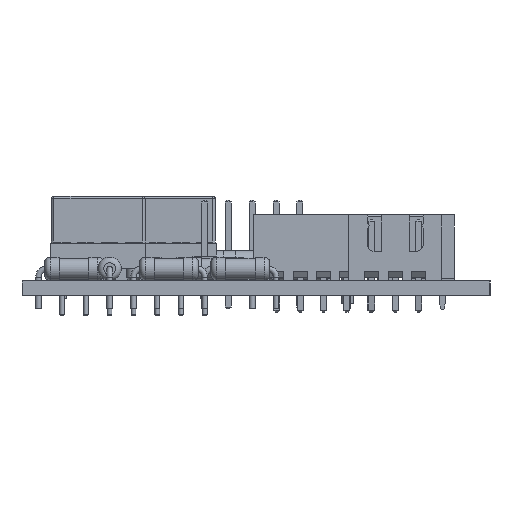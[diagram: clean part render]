
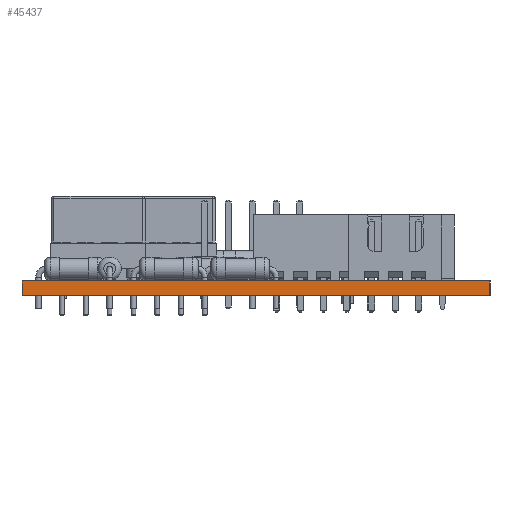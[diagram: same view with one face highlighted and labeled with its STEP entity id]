
A CAD part, left-side view. The second image highlights one B-rep face of the part: STEP entity #45437.
In plain terms, the highlighted planar face has unit normal (-1, 0, 0).
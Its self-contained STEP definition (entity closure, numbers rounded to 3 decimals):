
#45256 = PLANE('',#45257);
#45257 = AXIS2_PLACEMENT_3D('',#45258,#45259,#45260);
#45258 = CARTESIAN_POINT('',(120.,-50.,0.));
#45259 = DIRECTION('',(0.,-1.,0.));
#45260 = DIRECTION('',(-1.,0.,0.));
#45281 = VERTEX_POINT('',#45282);
#45282 = CARTESIAN_POINT('',(0.,-50.,1.6));
#45296 = PLANE('',#45297);
#45297 = AXIS2_PLACEMENT_3D('',#45298,#45299,#45300);
#45298 = CARTESIAN_POINT('',(60.,-25.,1.6));
#45299 = DIRECTION('',(-0.,-0.,-1.));
#45300 = DIRECTION('',(-1.,0.,0.));
#45308 = EDGE_CURVE('',#45309,#45281,#45311,.T.);
#45309 = VERTEX_POINT('',#45310);
#45310 = CARTESIAN_POINT('',(0.,-50.,0.));
#45311 = SURFACE_CURVE('',#45312,(#45316,#45323),.PCURVE_S1.);
#45312 = LINE('',#45313,#45314);
#45313 = CARTESIAN_POINT('',(0.,-50.,0.));
#45314 = VECTOR('',#45315,1.);
#45315 = DIRECTION('',(0.,0.,1.));
#45316 = PCURVE('',#45256,#45317);
#45317 = DEFINITIONAL_REPRESENTATION('',(#45318),#45322);
#45318 = LINE('',#45319,#45320);
#45319 = CARTESIAN_POINT('',(120.,0.));
#45320 = VECTOR('',#45321,1.);
#45321 = DIRECTION('',(0.,-1.));
#45322 = ( GEOMETRIC_REPRESENTATION_CONTEXT(2) 
PARAMETRIC_REPRESENTATION_CONTEXT() REPRESENTATION_CONTEXT('2D SPACE',''
  ) );
#45323 = PCURVE('',#45324,#45329);
#45324 = PLANE('',#45325);
#45325 = AXIS2_PLACEMENT_3D('',#45326,#45327,#45328);
#45326 = CARTESIAN_POINT('',(0.,-50.,0.));
#45327 = DIRECTION('',(-1.,0.,0.));
#45328 = DIRECTION('',(0.,1.,0.));
#45329 = DEFINITIONAL_REPRESENTATION('',(#45330),#45334);
#45330 = LINE('',#45331,#45332);
#45331 = CARTESIAN_POINT('',(0.,0.));
#45332 = VECTOR('',#45333,1.);
#45333 = DIRECTION('',(0.,-1.));
#45334 = ( GEOMETRIC_REPRESENTATION_CONTEXT(2) 
PARAMETRIC_REPRESENTATION_CONTEXT() REPRESENTATION_CONTEXT('2D SPACE',''
  ) );
#45350 = PLANE('',#45351);
#45351 = AXIS2_PLACEMENT_3D('',#45352,#45353,#45354);
#45352 = CARTESIAN_POINT('',(60.,-25.,0.));
#45353 = DIRECTION('',(-0.,-0.,-1.));
#45354 = DIRECTION('',(-1.,0.,0.));
#45383 = PLANE('',#45384);
#45384 = AXIS2_PLACEMENT_3D('',#45385,#45386,#45387);
#45385 = CARTESIAN_POINT('',(0.,0.,0.));
#45386 = DIRECTION('',(0.,1.,0.));
#45387 = DIRECTION('',(1.,0.,0.));
#45437 = ADVANCED_FACE('',(#45438),#45324,.T.);
#45438 = FACE_BOUND('',#45439,.T.);
#45439 = EDGE_LOOP('',(#45440,#45441,#45464,#45487));
#45440 = ORIENTED_EDGE('',*,*,#45308,.T.);
#45441 = ORIENTED_EDGE('',*,*,#45442,.T.);
#45442 = EDGE_CURVE('',#45281,#45443,#45445,.T.);
#45443 = VERTEX_POINT('',#45444);
#45444 = CARTESIAN_POINT('',(0.,0.,1.6));
#45445 = SURFACE_CURVE('',#45446,(#45450,#45457),.PCURVE_S1.);
#45446 = LINE('',#45447,#45448);
#45447 = CARTESIAN_POINT('',(0.,-50.,1.6));
#45448 = VECTOR('',#45449,1.);
#45449 = DIRECTION('',(0.,1.,0.));
#45450 = PCURVE('',#45324,#45451);
#45451 = DEFINITIONAL_REPRESENTATION('',(#45452),#45456);
#45452 = LINE('',#45453,#45454);
#45453 = CARTESIAN_POINT('',(0.,-1.6));
#45454 = VECTOR('',#45455,1.);
#45455 = DIRECTION('',(1.,0.));
#45456 = ( GEOMETRIC_REPRESENTATION_CONTEXT(2) 
PARAMETRIC_REPRESENTATION_CONTEXT() REPRESENTATION_CONTEXT('2D SPACE',''
  ) );
#45457 = PCURVE('',#45296,#45458);
#45458 = DEFINITIONAL_REPRESENTATION('',(#45459),#45463);
#45459 = LINE('',#45460,#45461);
#45460 = CARTESIAN_POINT('',(60.,-25.));
#45461 = VECTOR('',#45462,1.);
#45462 = DIRECTION('',(0.,1.));
#45463 = ( GEOMETRIC_REPRESENTATION_CONTEXT(2) 
PARAMETRIC_REPRESENTATION_CONTEXT() REPRESENTATION_CONTEXT('2D SPACE',''
  ) );
#45464 = ORIENTED_EDGE('',*,*,#45465,.F.);
#45465 = EDGE_CURVE('',#45466,#45443,#45468,.T.);
#45466 = VERTEX_POINT('',#45467);
#45467 = CARTESIAN_POINT('',(0.,-0.,0.));
#45468 = SURFACE_CURVE('',#45469,(#45473,#45480),.PCURVE_S1.);
#45469 = LINE('',#45470,#45471);
#45470 = CARTESIAN_POINT('',(0.,-0.,0.));
#45471 = VECTOR('',#45472,1.);
#45472 = DIRECTION('',(0.,0.,1.));
#45473 = PCURVE('',#45324,#45474);
#45474 = DEFINITIONAL_REPRESENTATION('',(#45475),#45479);
#45475 = LINE('',#45476,#45477);
#45476 = CARTESIAN_POINT('',(50.,0.));
#45477 = VECTOR('',#45478,1.);
#45478 = DIRECTION('',(0.,-1.));
#45479 = ( GEOMETRIC_REPRESENTATION_CONTEXT(2) 
PARAMETRIC_REPRESENTATION_CONTEXT() REPRESENTATION_CONTEXT('2D SPACE',''
  ) );
#45480 = PCURVE('',#45383,#45481);
#45481 = DEFINITIONAL_REPRESENTATION('',(#45482),#45486);
#45482 = LINE('',#45483,#45484);
#45483 = CARTESIAN_POINT('',(0.,0.));
#45484 = VECTOR('',#45485,1.);
#45485 = DIRECTION('',(0.,-1.));
#45486 = ( GEOMETRIC_REPRESENTATION_CONTEXT(2) 
PARAMETRIC_REPRESENTATION_CONTEXT() REPRESENTATION_CONTEXT('2D SPACE',''
  ) );
#45487 = ORIENTED_EDGE('',*,*,#45488,.F.);
#45488 = EDGE_CURVE('',#45309,#45466,#45489,.T.);
#45489 = SURFACE_CURVE('',#45490,(#45494,#45501),.PCURVE_S1.);
#45490 = LINE('',#45491,#45492);
#45491 = CARTESIAN_POINT('',(0.,-50.,0.));
#45492 = VECTOR('',#45493,1.);
#45493 = DIRECTION('',(0.,1.,0.));
#45494 = PCURVE('',#45324,#45495);
#45495 = DEFINITIONAL_REPRESENTATION('',(#45496),#45500);
#45496 = LINE('',#45497,#45498);
#45497 = CARTESIAN_POINT('',(0.,0.));
#45498 = VECTOR('',#45499,1.);
#45499 = DIRECTION('',(1.,0.));
#45500 = ( GEOMETRIC_REPRESENTATION_CONTEXT(2) 
PARAMETRIC_REPRESENTATION_CONTEXT() REPRESENTATION_CONTEXT('2D SPACE',''
  ) );
#45501 = PCURVE('',#45350,#45502);
#45502 = DEFINITIONAL_REPRESENTATION('',(#45503),#45507);
#45503 = LINE('',#45504,#45505);
#45504 = CARTESIAN_POINT('',(60.,-25.));
#45505 = VECTOR('',#45506,1.);
#45506 = DIRECTION('',(0.,1.));
#45507 = ( GEOMETRIC_REPRESENTATION_CONTEXT(2) 
PARAMETRIC_REPRESENTATION_CONTEXT() REPRESENTATION_CONTEXT('2D SPACE',''
  ) );
